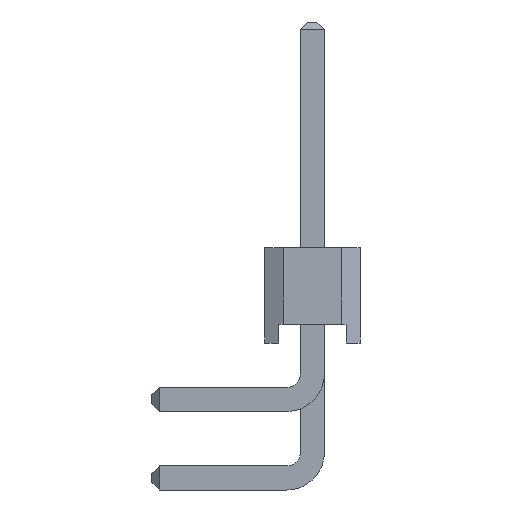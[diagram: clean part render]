
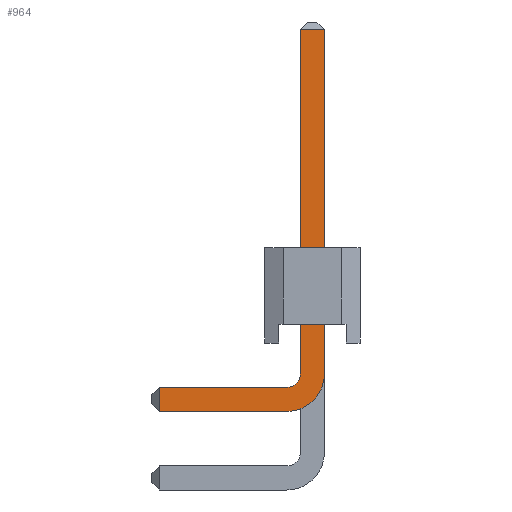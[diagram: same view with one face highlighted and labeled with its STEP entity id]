
A CAD part, left-side view. The second image highlights one B-rep face of the part: STEP entity #964.
In plain terms, the highlighted planar face has unit normal (-1, 0, 0).
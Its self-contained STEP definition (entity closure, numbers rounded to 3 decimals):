
#964 = ADVANCED_FACE( '', ( #2253 ), #2254, .T. );
#2253 = FACE_OUTER_BOUND( '', #3803, .T. );
#2254 = PLANE( '', #3804 );
#3803 = EDGE_LOOP( '', ( #7225, #7226, #7227, #7228, #7229, #7230, #7231, #7232 ) );
#3804 = AXIS2_PLACEMENT_3D( '', #7233, #7234, #7235 );
#7225 = ORIENTED_EDGE( '', *, *, #10721, .F. );
#7226 = ORIENTED_EDGE( '', *, *, #9595, .T. );
#7227 = ORIENTED_EDGE( '', *, *, #10722, .F. );
#7228 = ORIENTED_EDGE( '', *, *, #9383, .F. );
#7229 = ORIENTED_EDGE( '', *, *, #10723, .F. );
#7230 = ORIENTED_EDGE( '', *, *, #9750, .T. );
#7231 = ORIENTED_EDGE( '', *, *, #9649, .F. );
#7232 = ORIENTED_EDGE( '', *, *, #10653, .F. );
#7233 = CARTESIAN_POINT( '', ( -0.32, 0.68, -4.18 ) );
#7234 = DIRECTION( '', ( -1., 0., 0. ) );
#7235 = DIRECTION( '', ( 0., 0., 1. ) );
#9383 = EDGE_CURVE( '', #11323, #11324, #11325, .T. );
#9595 = EDGE_CURVE( '', #11695, #11700, #11702, .T. );
#9649 = EDGE_CURVE( '', #11796, #11257, #11797, .T. );
#9750 = EDGE_CURVE( '', #11958, #11257, #11962, .T. );
#10653 = EDGE_CURVE( '', #13394, #11796, #13395, .T. );
#10721 = EDGE_CURVE( '', #11695, #13394, #13476, .T. );
#10722 = EDGE_CURVE( '', #11324, #11700, #13477, .T. );
#10723 = EDGE_CURVE( '', #11958, #11323, #13478, .T. );
#11257 = VERTEX_POINT( '', #14092 );
#11323 = VERTEX_POINT( '', #14189 );
#11324 = VERTEX_POINT( '', #14190 );
#11325 = CIRCLE( '', #14191, 1. );
#11695 = VERTEX_POINT( '', #14728 );
#11700 = VERTEX_POINT( '', #14735 );
#11702 = LINE( '', #14738, #14739 );
#11796 = VERTEX_POINT( '', #14875 );
#11797 = LINE( '', #14876, #14877 );
#11958 = VERTEX_POINT( '', #15114 );
#11962 = LINE( '', #15120, #15121 );
#13394 = VERTEX_POINT( '', #17338 );
#13395 = CIRCLE( '', #17339, 0.36 );
#13476 = LINE( '', #17464, #17465 );
#13477 = LINE( '', #17466, #17467 );
#13478 = LINE( '', #17468, #17469 );
#14092 = CARTESIAN_POINT( '', ( -0.32, 0.32, 4.98 ) );
#14189 = CARTESIAN_POINT( '', ( -0.32, -0.32, -4.18 ) );
#14190 = CARTESIAN_POINT( '', ( -0.32, 0.68, -5.18 ) );
#14191 = AXIS2_PLACEMENT_3D( '', #18178, #18179, #18180 );
#14728 = CARTESIAN_POINT( '', ( -0.32, 4.07, -4.54 ) );
#14735 = CARTESIAN_POINT( '', ( -0.32, 4.07, -5.18 ) );
#14738 = CARTESIAN_POINT( '', ( -0.32, 4.07, -5.18 ) );
#14739 = VECTOR( '', #18354, 1000. );
#14875 = CARTESIAN_POINT( '', ( -0.32, 0.32, -4.18 ) );
#14876 = CARTESIAN_POINT( '', ( -0.32, 0.32, -4.18 ) );
#14877 = VECTOR( '', #18397, 1000. );
#15114 = CARTESIAN_POINT( '', ( -0.32, -0.32, 4.98 ) );
#15120 = CARTESIAN_POINT( '', ( -0.32, 0.32, 4.98 ) );
#15121 = VECTOR( '', #18476, 1000. );
#17338 = CARTESIAN_POINT( '', ( -0.32, 0.68, -4.54 ) );
#17339 = AXIS2_PLACEMENT_3D( '', #19262, #19263, #19264 );
#17464 = CARTESIAN_POINT( '', ( -0.32, 4.27, -4.54 ) );
#17465 = VECTOR( '', #19312, 1000. );
#17466 = CARTESIAN_POINT( '', ( -0.32, 4.27, -5.18 ) );
#17467 = VECTOR( '', #19313, 1000. );
#17468 = CARTESIAN_POINT( '', ( -0.32, -0.32, -4.18 ) );
#17469 = VECTOR( '', #19314, 1000. );
#18178 = CARTESIAN_POINT( '', ( -0.32, 0.68, -4.18 ) );
#18179 = DIRECTION( '', ( 1., 0., 0. ) );
#18180 = DIRECTION( '', ( 0., 1., 0. ) );
#18354 = DIRECTION( '', ( 0., 0., -1. ) );
#18397 = DIRECTION( '', ( 0., 0., 1. ) );
#18476 = DIRECTION( '', ( 0., 1., 0. ) );
#19262 = CARTESIAN_POINT( '', ( -0.32, 0.68, -4.18 ) );
#19263 = DIRECTION( '', ( -1., 0., 0. ) );
#19264 = DIRECTION( '', ( 0., 1., 0. ) );
#19312 = DIRECTION( '', ( 0., -1., 0. ) );
#19313 = DIRECTION( '', ( 0., 1., 0. ) );
#19314 = DIRECTION( '', ( 0., 0., -1. ) );
